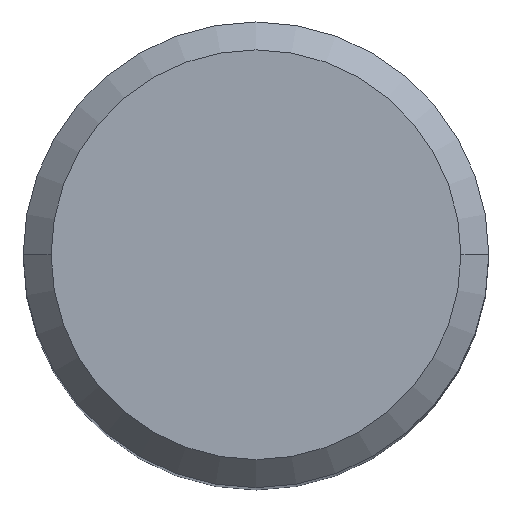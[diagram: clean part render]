
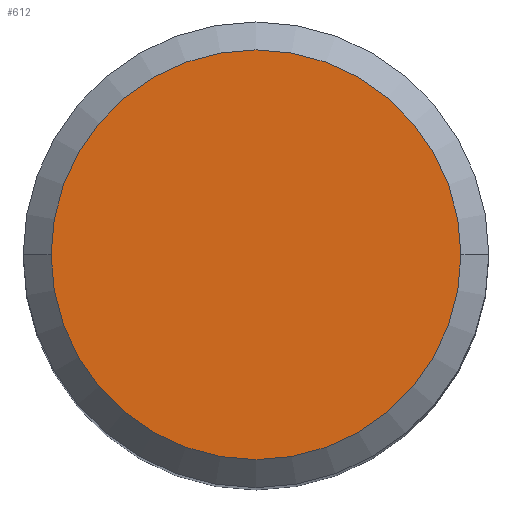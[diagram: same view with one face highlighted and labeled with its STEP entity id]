
A CAD part, top view. The second image highlights one B-rep face of the part: STEP entity #612.
In plain terms, the highlighted planar face has unit normal (0, 0, 1).
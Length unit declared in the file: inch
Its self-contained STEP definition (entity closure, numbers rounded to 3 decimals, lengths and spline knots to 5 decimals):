
#59 = DIRECTION ( 'NONE',  ( 0., 0., 1. ) ) ;
#93 = FACE_OUTER_BOUND ( 'NONE', #717, .T. ) ;
#115 = EDGE_CURVE ( 'NONE', #606, #884, #374, .T. ) ;
#343 = CARTESIAN_POINT ( 'NONE',  ( 0., 0., 2.5 ) ) ;
#371 = CARTESIAN_POINT ( 'NONE',  ( -0.11, 0., 2.5 ) ) ;
#374 = CIRCLE ( 'NONE', #996, 0.11 ) ;
#447 = PLANE ( 'NONE',  #931 ) ;
#474 = DIRECTION ( 'NONE',  ( 0., 0., 1. ) ) ;
#556 = CARTESIAN_POINT ( 'NONE',  ( 0.11, 0., 2.5 ) ) ;
#576 = ORIENTED_EDGE ( 'NONE', *, *, #891, .T. ) ;
#606 = VERTEX_POINT ( 'NONE', #556 ) ;
#612 = ADVANCED_FACE ( 'NONE', ( #93 ), #447, .T. ) ;
#634 = CIRCLE ( 'NONE', #816, 0.11 ) ;
#636 = ORIENTED_EDGE ( 'NONE', *, *, #115, .T. ) ;
#646 = DIRECTION ( 'NONE',  ( 1., 0., 0. ) ) ;
#717 = EDGE_LOOP ( 'NONE', ( #576, #636 ) ) ;
#807 = CARTESIAN_POINT ( 'NONE',  ( 0., 0., 2.5 ) ) ;
#816 = AXIS2_PLACEMENT_3D ( 'NONE', #843, #474, #1103 ) ;
#843 = CARTESIAN_POINT ( 'NONE',  ( 0., 0., 2.5 ) ) ;
#884 = VERTEX_POINT ( 'NONE', #371 ) ;
#891 = EDGE_CURVE ( 'NONE', #884, #606, #634, .T. ) ;
#931 = AXIS2_PLACEMENT_3D ( 'NONE', #343, #59, #1182 ) ;
#943 = DIRECTION ( 'NONE',  ( 0., 0., 1. ) ) ;
#996 = AXIS2_PLACEMENT_3D ( 'NONE', #807, #943, #646 ) ;
#1103 = DIRECTION ( 'NONE',  ( 1., 0., 0. ) ) ;
#1182 = DIRECTION ( 'NONE',  ( 1., 0., 0. ) ) ;
